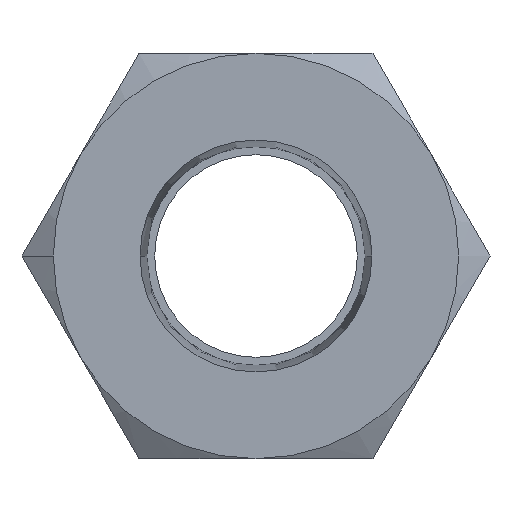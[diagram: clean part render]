
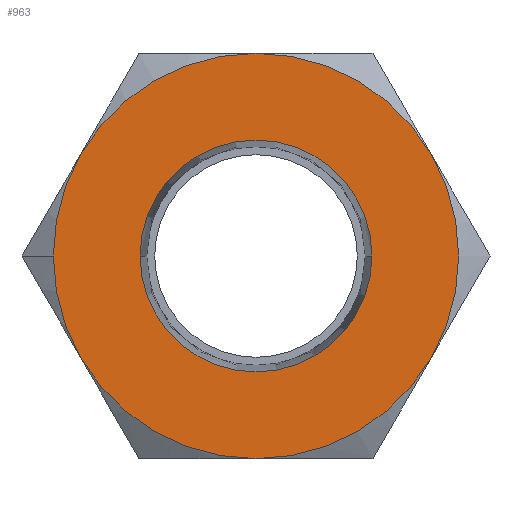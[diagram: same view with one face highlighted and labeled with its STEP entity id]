
A CAD part, front view. The second image highlights one B-rep face of the part: STEP entity #963.
In plain terms, the highlighted planar face has unit normal (0, -1, 0).
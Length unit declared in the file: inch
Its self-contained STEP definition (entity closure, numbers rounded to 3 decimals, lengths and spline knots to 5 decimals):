
#120 = DIRECTION ( 'NONE',  ( 1., 0., 0. ) ) ;
#130 = DIRECTION ( 'NONE',  ( 0., 1., 0. ) ) ;
#138 = FACE_BOUND ( 'NONE', #843, .T. ) ;
#140 = CARTESIAN_POINT ( 'NONE',  ( 0., -0.51181, 0. ) ) ;
#245 = DIRECTION ( 'NONE',  ( 0., 1., 0. ) ) ;
#256 = AXIS2_PLACEMENT_3D ( 'NONE', #1518, #314, #1714 ) ;
#259 = CARTESIAN_POINT ( 'NONE',  ( -0.28981, -0.51181, -0.16732 ) ) ;
#261 = DIRECTION ( 'NONE',  ( 0., 1., 0. ) ) ;
#269 = CARTESIAN_POINT ( 'NONE',  ( 0., -0.51181, 0. ) ) ;
#274 = AXIS2_PLACEMENT_3D ( 'NONE', #140, #130, #120 ) ;
#279 = CIRCLE ( 'NONE', #256, 0.33465 ) ;
#309 = ORIENTED_EDGE ( 'NONE', *, *, #1843, .F. ) ;
#314 = DIRECTION ( 'NONE',  ( 0., 1., 0. ) ) ;
#346 = CIRCLE ( 'NONE', #1257, 0.33465 ) ;
#347 = EDGE_CURVE ( 'NONE', #2133, #2114, #1777, .T. ) ;
#459 = DIRECTION ( 'NONE',  ( -1., 0., 0. ) ) ;
#463 = EDGE_CURVE ( 'NONE', #1707, #2405, #493, .T. ) ;
#467 = CARTESIAN_POINT ( 'NONE',  ( 0.28981, -0.51181, -0.16732 ) ) ;
#492 = DIRECTION ( 'NONE',  ( 0., 1., 0. ) ) ;
#493 = CIRCLE ( 'NONE', #274, 0.1915 ) ;
#505 = CARTESIAN_POINT ( 'NONE',  ( 0., -0.51181, -0.33465 ) ) ;
#533 = CARTESIAN_POINT ( 'NONE',  ( 0., -0.51181, 0. ) ) ;
#536 = DIRECTION ( 'NONE',  ( 1., 0., 0. ) ) ;
#540 = DIRECTION ( 'NONE',  ( 0., -1., 0. ) ) ;
#552 = CARTESIAN_POINT ( 'NONE',  ( -0.16732, -0.51181, 0. ) ) ;
#639 = VERTEX_POINT ( 'NONE', #467 ) ;
#686 = DIRECTION ( 'NONE',  ( -1., 0., 0. ) ) ;
#699 = DIRECTION ( 'NONE',  ( 0., 1., 0. ) ) ;
#709 = ORIENTED_EDGE ( 'NONE', *, *, #2327, .F. ) ;
#711 = CARTESIAN_POINT ( 'NONE',  ( 0., -0.51181, 0. ) ) ;
#715 = AXIS2_PLACEMENT_3D ( 'NONE', #711, #699, #686 ) ;
#732 = DIRECTION ( 'NONE',  ( -1., 0., 0. ) ) ;
#762 = CIRCLE ( 'NONE', #1178, 0.1915 ) ;
#784 = ORIENTED_EDGE ( 'NONE', *, *, #1592, .F. ) ;
#814 = CIRCLE ( 'NONE', #2401, 0.33465 ) ;
#825 = CARTESIAN_POINT ( 'NONE',  ( -0.33465, -0.51181, 0. ) ) ;
#843 = EDGE_LOOP ( 'NONE', ( #1584, #2349 ) ) ;
#846 = CARTESIAN_POINT ( 'NONE',  ( -0.1915, -0.51181, 0. ) ) ;
#868 = VERTEX_POINT ( 'NONE', #1787 ) ;
#905 = CARTESIAN_POINT ( 'NONE',  ( -0.28981, -0.51181, 0.16732 ) ) ;
#926 = AXIS2_PLACEMENT_3D ( 'NONE', #533, #1912, #732 ) ;
#939 = PLANE ( 'NONE',  #1755 ) ;
#963 = ADVANCED_FACE ( 'NONE', ( #138, #2179 ), #939, .T. ) ;
#983 = ORIENTED_EDGE ( 'NONE', *, *, #347, .F. ) ;
#1044 = DIRECTION ( 'NONE',  ( 0., 1., 0. ) ) ;
#1047 = AXIS2_PLACEMENT_3D ( 'NONE', #2166, #1044, #2350 ) ;
#1178 = AXIS2_PLACEMENT_3D ( 'NONE', #1434, #245, #1624 ) ;
#1192 = ORIENTED_EDGE ( 'NONE', *, *, #2440, .F. ) ;
#1257 = AXIS2_PLACEMENT_3D ( 'NONE', #1685, #492, #1873 ) ;
#1434 = CARTESIAN_POINT ( 'NONE',  ( 0., -0.51181, 0. ) ) ;
#1439 = VERTEX_POINT ( 'NONE', #505 ) ;
#1452 = CARTESIAN_POINT ( 'NONE',  ( 0., -0.51181, 0. ) ) ;
#1518 = CARTESIAN_POINT ( 'NONE',  ( 0., -0.51181, 0. ) ) ;
#1574 = AXIS2_PLACEMENT_3D ( 'NONE', #1452, #261, #1641 ) ;
#1584 = ORIENTED_EDGE ( 'NONE', *, *, #1603, .T. ) ;
#1592 = EDGE_CURVE ( 'NONE', #868, #639, #1812, .T. ) ;
#1603 = EDGE_CURVE ( 'NONE', #2405, #1707, #762, .T. ) ;
#1624 = DIRECTION ( 'NONE',  ( 1., 0., 0. ) ) ;
#1641 = DIRECTION ( 'NONE',  ( -1., 0., 0. ) ) ;
#1653 = DIRECTION ( 'NONE',  ( 0., 1., 0. ) ) ;
#1662 = CARTESIAN_POINT ( 'NONE',  ( 0., -0.51181, 0.33465 ) ) ;
#1685 = CARTESIAN_POINT ( 'NONE',  ( 0., -0.51181, 0. ) ) ;
#1707 = VERTEX_POINT ( 'NONE', #846 ) ;
#1714 = DIRECTION ( 'NONE',  ( -1., 0., 0. ) ) ;
#1719 = EDGE_CURVE ( 'NONE', #639, #1439, #2238, .T. ) ;
#1755 = AXIS2_PLACEMENT_3D ( 'NONE', #552, #540, #536 ) ;
#1777 = CIRCLE ( 'NONE', #715, 0.33465 ) ;
#1787 = CARTESIAN_POINT ( 'NONE',  ( 0.28981, -0.51181, 0.16732 ) ) ;
#1812 = CIRCLE ( 'NONE', #1047, 0.33465 ) ;
#1826 = ORIENTED_EDGE ( 'NONE', *, *, #1719, .F. ) ;
#1843 = EDGE_CURVE ( 'NONE', #1439, #2133, #346, .T. ) ;
#1873 = DIRECTION ( 'NONE',  ( -1., 0., 0. ) ) ;
#1889 = CARTESIAN_POINT ( 'NONE',  ( 0.1915, -0.51181, 0. ) ) ;
#1904 = VERTEX_POINT ( 'NONE', #905 ) ;
#1912 = DIRECTION ( 'NONE',  ( 0., 1., 0. ) ) ;
#1913 = EDGE_LOOP ( 'NONE', ( #1192, #709, #2245, #983, #309, #1826, #784 ) ) ;
#2114 = VERTEX_POINT ( 'NONE', #825 ) ;
#2133 = VERTEX_POINT ( 'NONE', #259 ) ;
#2166 = CARTESIAN_POINT ( 'NONE',  ( 0., -0.51181, 0. ) ) ;
#2179 = FACE_OUTER_BOUND ( 'NONE', #1913, .T. ) ;
#2203 = EDGE_CURVE ( 'NONE', #2114, #1904, #814, .T. ) ;
#2226 = CIRCLE ( 'NONE', #926, 0.33465 ) ;
#2238 = CIRCLE ( 'NONE', #1574, 0.33465 ) ;
#2245 = ORIENTED_EDGE ( 'NONE', *, *, #2203, .F. ) ;
#2276 = VERTEX_POINT ( 'NONE', #1662 ) ;
#2327 = EDGE_CURVE ( 'NONE', #1904, #2276, #279, .T. ) ;
#2349 = ORIENTED_EDGE ( 'NONE', *, *, #463, .T. ) ;
#2350 = DIRECTION ( 'NONE',  ( -1., 0., 0. ) ) ;
#2401 = AXIS2_PLACEMENT_3D ( 'NONE', #269, #1653, #459 ) ;
#2405 = VERTEX_POINT ( 'NONE', #1889 ) ;
#2440 = EDGE_CURVE ( 'NONE', #2276, #868, #2226, .T. ) ;
